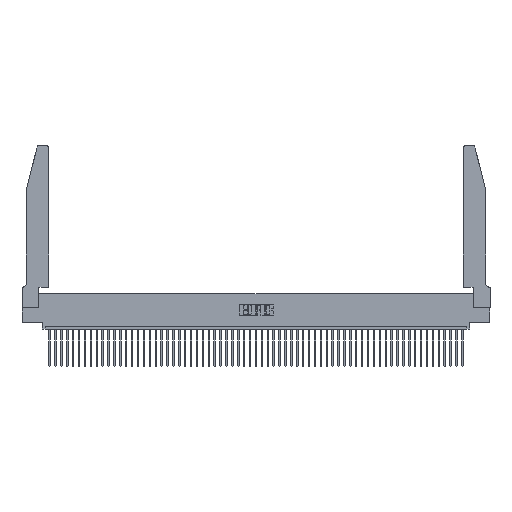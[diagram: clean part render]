
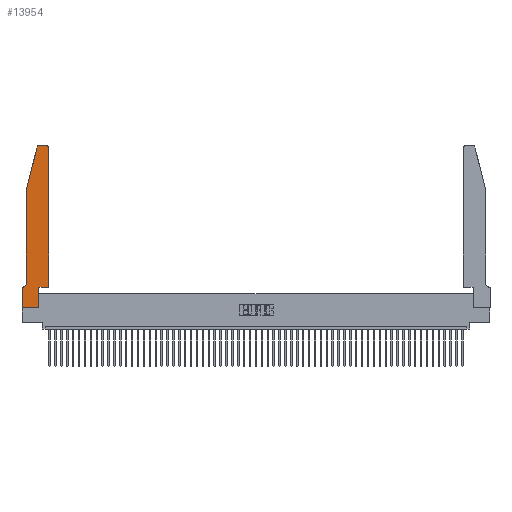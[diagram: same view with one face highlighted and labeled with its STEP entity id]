
A CAD part, top view. The second image highlights one B-rep face of the part: STEP entity #13954.
In plain terms, the highlighted planar face has unit normal (0, 0, 1).
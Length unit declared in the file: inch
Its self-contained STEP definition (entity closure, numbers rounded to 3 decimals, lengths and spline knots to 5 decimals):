
#137 = EDGE_CURVE ( 'NONE', #7261, #6373, #37559, .T. ) ;
#688 = ORIENTED_EDGE ( 'NONE', *, *, #36337, .T. ) ;
#1790 = CARTESIAN_POINT ( 'NONE',  ( 0., 0.35, 0.37 ) ) ;
#2397 = CARTESIAN_POINT ( 'NONE',  ( 0., 0., 0.37 ) ) ;
#2493 = DIRECTION ( 'NONE',  ( 0., -1., 0. ) ) ;
#3379 = LINE ( 'NONE', #42963, #4028 ) ;
#3553 = LINE ( 'NONE', #36710, #12170 ) ;
#4007 = CARTESIAN_POINT ( 'NONE',  ( 0.0055, 0.42, 0.37 ) ) ;
#4028 = VECTOR ( 'NONE', #30422, 39.37008 ) ;
#4792 = LINE ( 'NONE', #40552, #40306 ) ;
#5095 = VERTEX_POINT ( 'NONE', #2397 ) ;
#5251 = CARTESIAN_POINT ( 'NONE',  ( 0.0755, 2., 0.37 ) ) ;
#6062 = VERTEX_POINT ( 'NONE', #43669 ) ;
#6373 = VERTEX_POINT ( 'NONE', #28039 ) ;
#6855 = DIRECTION ( 'NONE',  ( 1., 0., 0. ) ) ;
#7261 = VERTEX_POINT ( 'NONE', #26736 ) ;
#7529 = DIRECTION ( 'NONE',  ( 1., 0., 0. ) ) ;
#8147 = LINE ( 'NONE', #11195, #24537 ) ;
#11005 = LINE ( 'NONE', #40453, #24765 ) ;
#11192 = VERTEX_POINT ( 'NONE', #22902 ) ;
#11195 = CARTESIAN_POINT ( 'NONE',  ( 0.0755, 2., 0.37 ) ) ;
#11652 = ORIENTED_EDGE ( 'NONE', *, *, #24333, .T. ) ;
#11826 = FACE_OUTER_BOUND ( 'NONE', #51033, .T. ) ;
#12170 = VECTOR ( 'NONE', #24220, 39.37008 ) ;
#12436 = DIRECTION ( 'NONE',  ( -1., 0., 0. ) ) ;
#12736 = EDGE_CURVE ( 'NONE', #14268, #7261, #13910, .T. ) ;
#13171 = DIRECTION ( 'NONE',  ( 0., 1., 0. ) ) ;
#13770 = CIRCLE ( 'NONE', #33710, 0.03 ) ;
#13910 = CIRCLE ( 'NONE', #21850, 0.07 ) ;
#13954 = ADVANCED_FACE ( 'NONE', ( #11826 ), #51921, .T. ) ;
#14268 = VERTEX_POINT ( 'NONE', #39092 ) ;
#14740 = VERTEX_POINT ( 'NONE', #41228 ) ;
#14959 = AXIS2_PLACEMENT_3D ( 'NONE', #1790, #36005, #6855 ) ;
#15371 = DIRECTION ( 'NONE',  ( 0., 0., 1. ) ) ;
#15860 = VERTEX_POINT ( 'NONE', #49578 ) ;
#20713 = VECTOR ( 'NONE', #49915, 39.37008 ) ;
#21140 = LINE ( 'NONE', #42179, #42181 ) ;
#21469 = CARTESIAN_POINT ( 'NONE',  ( 0.2605, 2.75, 0.37 ) ) ;
#21598 = EDGE_CURVE ( 'NONE', #15860, #50211, #13770, .T. ) ;
#21850 = AXIS2_PLACEMENT_3D ( 'NONE', #4007, #49748, #49553 ) ;
#22902 = CARTESIAN_POINT ( 'NONE',  ( 0.4205, 2.75, 0.37 ) ) ;
#23050 = ORIENTED_EDGE ( 'NONE', *, *, #47807, .T. ) ;
#24220 = DIRECTION ( 'NONE',  ( 0., -1., 0. ) ) ;
#24333 = EDGE_CURVE ( 'NONE', #11192, #15860, #24628, .T. ) ;
#24537 = VECTOR ( 'NONE', #2493, 39.37008 ) ;
#24628 = LINE ( 'NONE', #21469, #20713 ) ;
#24765 = VECTOR ( 'NONE', #52491, 39.37008 ) ;
#24917 = LINE ( 'NONE', #29669, #39317 ) ;
#25449 = CARTESIAN_POINT ( 'NONE',  ( 0.4505, 0.35, 0.37 ) ) ;
#25790 = DIRECTION ( 'NONE',  ( 1., 0., 0. ) ) ;
#26736 = CARTESIAN_POINT ( 'NONE',  ( 0.0055, 0.35, 0.37 ) ) ;
#26773 = CIRCLE ( 'NONE', #54085, 0.03 ) ;
#28039 = CARTESIAN_POINT ( 'NONE',  ( 0., 0.35, 0.37 ) ) ;
#28381 = VECTOR ( 'NONE', #12436, 39.37008 ) ;
#28510 = DIRECTION ( 'NONE',  ( 1., 0., 0. ) ) ;
#29643 = ORIENTED_EDGE ( 'NONE', *, *, #38537, .T. ) ;
#29669 = CARTESIAN_POINT ( 'NONE',  ( 0.4505, 0.35, 0.37 ) ) ;
#29836 = ORIENTED_EDGE ( 'NONE', *, *, #12736, .T. ) ;
#30082 = DIRECTION ( 'NONE',  ( 1., 0., 0. ) ) ;
#30422 = DIRECTION ( 'NONE',  ( -0.239, -0.971, 0. ) ) ;
#30761 = ORIENTED_EDGE ( 'NONE', *, *, #48236, .T. ) ;
#31371 = CARTESIAN_POINT ( 'NONE',  ( 0.2865, 0.35, 0.37 ) ) ;
#33710 = AXIS2_PLACEMENT_3D ( 'NONE', #49838, #38187, #30082 ) ;
#36005 = DIRECTION ( 'NONE',  ( 0., 0., 1. ) ) ;
#36337 = EDGE_CURVE ( 'NONE', #50211, #51024, #3379, .T. ) ;
#36397 = VERTEX_POINT ( 'NONE', #31371 ) ;
#36710 = CARTESIAN_POINT ( 'NONE',  ( 0., 0., 0.37 ) ) ;
#37340 = CARTESIAN_POINT ( 'NONE',  ( 0.25487, 2.72718, 0.37 ) ) ;
#37559 = LINE ( 'NONE', #52983, #28381 ) ;
#38187 = DIRECTION ( 'NONE',  ( 0., 0., 1. ) ) ;
#38537 = EDGE_CURVE ( 'NONE', #14740, #11192, #26773, .T. ) ;
#38778 = ORIENTED_EDGE ( 'NONE', *, *, #21598, .T. ) ;
#39092 = CARTESIAN_POINT ( 'NONE',  ( 0.0755, 0.42, 0.37 ) ) ;
#39317 = VECTOR ( 'NONE', #25790, 39.37008 ) ;
#40306 = VECTOR ( 'NONE', #7529, 39.37008 ) ;
#40453 = CARTESIAN_POINT ( 'NONE',  ( 0.2865, 0.35, 0.37 ) ) ;
#40552 = CARTESIAN_POINT ( 'NONE',  ( 0., 0., 0.37 ) ) ;
#40669 = CARTESIAN_POINT ( 'NONE',  ( 0.4205, 2.72, 0.37 ) ) ;
#41228 = CARTESIAN_POINT ( 'NONE',  ( 0.4505, 2.72, 0.37 ) ) ;
#41304 = EDGE_CURVE ( 'NONE', #6062, #36397, #11005, .T. ) ;
#41654 = ORIENTED_EDGE ( 'NONE', *, *, #48232, .T. ) ;
#42179 = CARTESIAN_POINT ( 'NONE',  ( 0.4505, 0.35, 0.37 ) ) ;
#42181 = VECTOR ( 'NONE', #13171, 39.37008 ) ;
#42963 = CARTESIAN_POINT ( 'NONE',  ( 0.0755, 2., 0.37 ) ) ;
#43669 = CARTESIAN_POINT ( 'NONE',  ( 0.2865, 0., 0.37 ) ) ;
#44168 = ORIENTED_EDGE ( 'NONE', *, *, #46035, .T. ) ;
#44460 = EDGE_CURVE ( 'NONE', #49082, #14740, #21140, .T. ) ;
#44901 = ORIENTED_EDGE ( 'NONE', *, *, #44460, .T. ) ;
#46035 = EDGE_CURVE ( 'NONE', #36397, #49082, #24917, .T. ) ;
#47807 = EDGE_CURVE ( 'NONE', #6373, #5095, #3553, .T. ) ;
#48232 = EDGE_CURVE ( 'NONE', #5095, #6062, #4792, .T. ) ;
#48236 = EDGE_CURVE ( 'NONE', #51024, #14268, #8147, .T. ) ;
#49082 = VERTEX_POINT ( 'NONE', #25449 ) ;
#49478 = ORIENTED_EDGE ( 'NONE', *, *, #41304, .T. ) ;
#49553 = DIRECTION ( 'NONE',  ( -1., 0., 0. ) ) ;
#49578 = CARTESIAN_POINT ( 'NONE',  ( 0.284, 2.75, 0.37 ) ) ;
#49748 = DIRECTION ( 'NONE',  ( 0., 0., -1. ) ) ;
#49838 = CARTESIAN_POINT ( 'NONE',  ( 0.284, 2.72, 0.37 ) ) ;
#49915 = DIRECTION ( 'NONE',  ( -1., 0., 0. ) ) ;
#50211 = VERTEX_POINT ( 'NONE', #37340 ) ;
#51024 = VERTEX_POINT ( 'NONE', #5251 ) ;
#51033 = EDGE_LOOP ( 'NONE', ( #11652, #38778, #688, #30761, #29836, #51583, #23050, #41654, #49478, #44168, #44901, #29643 ) ) ;
#51583 = ORIENTED_EDGE ( 'NONE', *, *, #137, .T. ) ;
#51921 = PLANE ( 'NONE',  #14959 ) ;
#52491 = DIRECTION ( 'NONE',  ( 0., 1., 0. ) ) ;
#52983 = CARTESIAN_POINT ( 'NONE',  ( 0.0755, 0.35, 0.37 ) ) ;
#54085 = AXIS2_PLACEMENT_3D ( 'NONE', #40669, #15371, #28510 ) ;
